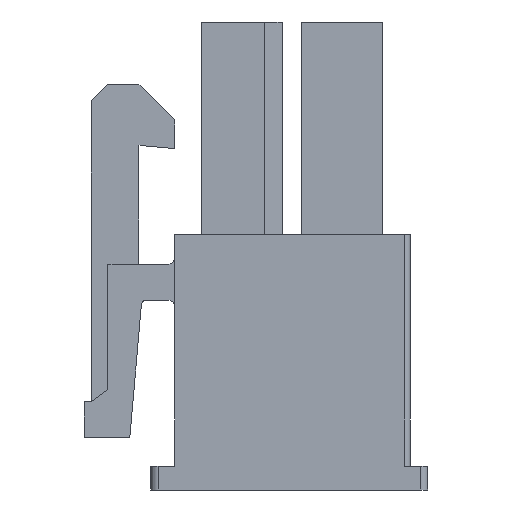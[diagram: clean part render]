
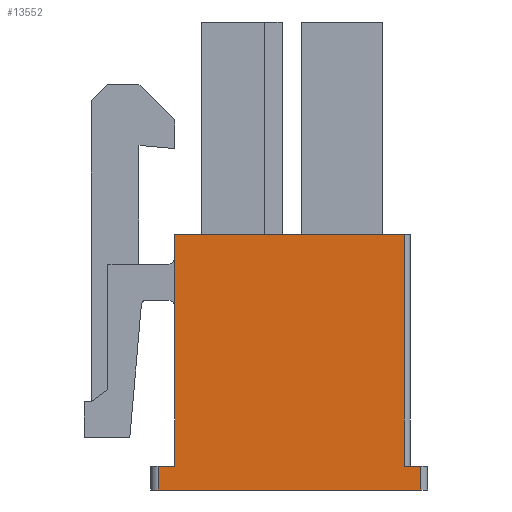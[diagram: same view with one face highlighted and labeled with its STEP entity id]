
A CAD part, left-side view. The second image highlights one B-rep face of the part: STEP entity #13552.
In plain terms, the highlighted planar face has unit normal (-1, 0, 0).
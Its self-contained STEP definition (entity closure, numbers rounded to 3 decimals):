
#1=DIRECTION('',(0.,0.,-1.));
#2=VECTOR('',#1,1.);
#3=CARTESIAN_POINT('',(-25.8,5.5,-9.7));
#4=LINE('',#3,#2);
#5=DIRECTION('',(0.,0.,1.));
#6=VECTOR('',#5,9.7);
#7=CARTESIAN_POINT('',(-25.8,4.8,-9.7));
#8=LINE('',#7,#6);
#9=DIRECTION('',(0.,-1.,0.));
#10=VECTOR('',#9,9.6);
#11=CARTESIAN_POINT('',(-25.8,4.8,0.));
#12=LINE('',#11,#10);
#13=DIRECTION('',(0.,0.,-1.));
#14=VECTOR('',#13,9.7);
#15=CARTESIAN_POINT('',(-25.8,-4.8,0.));
#16=LINE('',#15,#14);
#17=DIRECTION('',(0.,-1.,0.));
#18=VECTOR('',#17,0.7);
#19=CARTESIAN_POINT('',(-25.8,-4.8,-9.7));
#20=LINE('',#19,#18);
#21=DIRECTION('',(0.,0.,1.));
#22=VECTOR('',#21,1.);
#23=CARTESIAN_POINT('',(-25.8,-5.5,-10.7));
#24=LINE('',#23,#22);
#25=DIRECTION('',(0.,1.,0.));
#26=VECTOR('',#25,11.);
#27=CARTESIAN_POINT('',(-25.8,-5.5,-10.7));
#28=LINE('',#27,#26);
#1572=DIRECTION('',(0.,-1.,0.));
#1573=VECTOR('',#1572,0.7);
#1574=CARTESIAN_POINT('',(-25.8,5.5,-9.7));
#1575=LINE('',#1574,#1573);
#10229=CARTESIAN_POINT('',(-25.8,4.8,0.));
#10230=CARTESIAN_POINT('',(-25.8,-4.8,0.));
#10231=VERTEX_POINT('',#10229);
#10232=VERTEX_POINT('',#10230);
#10233=CARTESIAN_POINT('',(-25.8,-4.8,-9.7));
#10234=VERTEX_POINT('',#10233);
#12909=CARTESIAN_POINT('',(-25.8,4.8,-9.7));
#12911=VERTEX_POINT('',#12909);
#13497=CARTESIAN_POINT('',(-25.8,5.5,-10.7));
#13499=VERTEX_POINT('',#13497);
#13503=CARTESIAN_POINT('',(-25.8,5.5,-9.7));
#13504=VERTEX_POINT('',#13503);
#13505=CARTESIAN_POINT('',(-25.8,-5.5,-9.7));
#13507=VERTEX_POINT('',#13505);
#13511=CARTESIAN_POINT('',(-25.8,-5.5,-10.7));
#13512=VERTEX_POINT('',#13511);
#13529=CARTESIAN_POINT('',(-25.8,0.,0.));
#13530=DIRECTION('',(1.,0.,0.));
#13531=DIRECTION('',(0.,0.,-1.));
#13532=AXIS2_PLACEMENT_3D('',#13529,#13530,#13531);
#13533=PLANE('',#13532);
#13535=ORIENTED_EDGE('',*,*,#13534,.F.);
#13537=ORIENTED_EDGE('',*,*,#13536,.T.);
#13539=ORIENTED_EDGE('',*,*,#13538,.T.);
#13541=ORIENTED_EDGE('',*,*,#13540,.T.);
#13543=ORIENTED_EDGE('',*,*,#13542,.T.);
#13545=ORIENTED_EDGE('',*,*,#13544,.T.);
#13547=ORIENTED_EDGE('',*,*,#13546,.F.);
#13549=ORIENTED_EDGE('',*,*,#13548,.T.);
#13550=EDGE_LOOP('',(#13535,#13537,#13539,#13541,#13543,#13545,#13547,#13549));
#13551=FACE_OUTER_BOUND('',#13550,.F.);
#13552=ADVANCED_FACE('',(#13551),#13533,.F.);
#13534=EDGE_CURVE('',#13504,#13499,#4,.T.);
#13536=EDGE_CURVE('',#13504,#12911,#1575,.T.);
#13538=EDGE_CURVE('',#12911,#10231,#8,.T.);
#13540=EDGE_CURVE('',#10231,#10232,#12,.T.);
#13542=EDGE_CURVE('',#10232,#10234,#16,.T.);
#13544=EDGE_CURVE('',#10234,#13507,#20,.T.);
#13546=EDGE_CURVE('',#13512,#13507,#24,.T.);
#13548=EDGE_CURVE('',#13512,#13499,#28,.T.);
